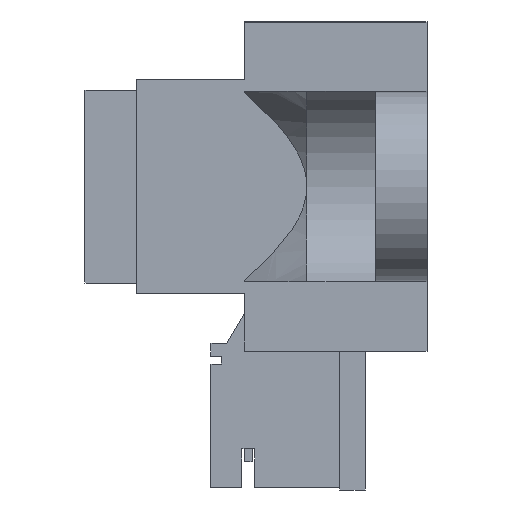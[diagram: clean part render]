
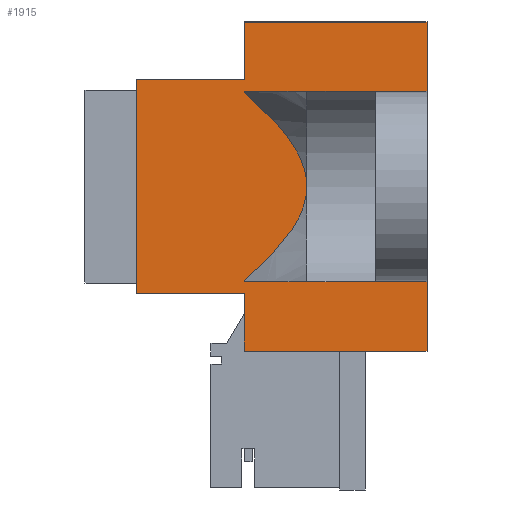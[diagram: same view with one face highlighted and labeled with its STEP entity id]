
A CAD part, left-side view. The second image highlights one B-rep face of the part: STEP entity #1915.
In plain terms, the highlighted planar face has unit normal (-1, 0, 0).
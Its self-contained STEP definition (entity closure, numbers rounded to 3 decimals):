
#21 = VERTEX_POINT ( 'NONE', #4196 ) ;
#45 = VECTOR ( 'NONE', #3263, 1000. ) ;
#55 = ORIENTED_EDGE ( 'NONE', *, *, #1868, .T. ) ;
#189 = VERTEX_POINT ( 'NONE', #3906 ) ;
#251 = CARTESIAN_POINT ( 'NONE',  ( -29.5, 7.1, 10.048 ) ) ;
#252 = VECTOR ( 'NONE', #4214, 1000. ) ;
#253 = CARTESIAN_POINT ( 'NONE',  ( -29.5, 0., 0. ) ) ;
#282 = ORIENTED_EDGE ( 'NONE', *, *, #1181, .F. ) ;
#283 = CARTESIAN_POINT ( 'NONE',  ( -29.5, 6.815, 9.802 ) ) ;
#287 = CARTESIAN_POINT ( 'NONE',  ( -29.5, 4.699, 6.021 ) ) ;
#308 = EDGE_CURVE ( 'NONE', #703, #21, #3440, .T. ) ;
#334 = CARTESIAN_POINT ( 'NONE',  ( -29.5, 7.1, 0. ) ) ;
#361 = VECTOR ( 'NONE', #4123, 1000. ) ;
#381 = ORIENTED_EDGE ( 'NONE', *, *, #3717, .T. ) ;
#383 = LINE ( 'NONE', #4843, #3904 ) ;
#448 = AXIS2_PLACEMENT_3D ( 'NONE', #334, #3974, #2885 ) ;
#561 = CARTESIAN_POINT ( 'NONE',  ( -29.5, 5.081, 7.836 ) ) ;
#579 = LINE ( 'NONE', #3174, #914 ) ;
#585 = CARTESIAN_POINT ( 'NONE',  ( -29.5, 4.785, 7.141 ) ) ;
#652 = CARTESIAN_POINT ( 'NONE',  ( -29.5, 7.1, 2.752 ) ) ;
#654 = CARTESIAN_POINT ( 'NONE',  ( -29.5, 4.848, 7.321 ) ) ;
#674 = VERTEX_POINT ( 'NONE', #652 ) ;
#703 = VERTEX_POINT ( 'NONE', #4048 ) ;
#717 = ORIENTED_EDGE ( 'NONE', *, *, #4074, .F. ) ;
#746 = CARTESIAN_POINT ( 'NONE',  ( -29.5, 0., 0. ) ) ;
#754 = EDGE_CURVE ( 'NONE', #3610, #3824, #872, .T. ) ;
#756 = LINE ( 'NONE', #4850, #3648 ) ;
#812 = VERTEX_POINT ( 'NONE', #3493 ) ;
#822 = ORIENTED_EDGE ( 'NONE', *, *, #308, .T. ) ;
#845 = CARTESIAN_POINT ( 'NONE',  ( -29.5, 11.3, 10.55 ) ) ;
#872 = LINE ( 'NONE', #2769, #2104 ) ;
#909 = CARTESIAN_POINT ( 'NONE',  ( -29.5, 11.3, 10.55 ) ) ;
#914 = VECTOR ( 'NONE', #3926, 1000. ) ;
#948 = CARTESIAN_POINT ( 'NONE',  ( -29.5, 5.287, 8.148 ) ) ;
#1002 = CARTESIAN_POINT ( 'NONE',  ( -29.5, 6.006, 9.02 ) ) ;
#1037 = VERTEX_POINT ( 'NONE', #909 ) ;
#1050 = CARTESIAN_POINT ( 'NONE',  ( -29.5, 6.538, 3.251 ) ) ;
#1051 = VECTOR ( 'NONE', #4413, 1000. ) ;
#1062 = CARTESIAN_POINT ( 'NONE',  ( -29.5, 7.1, 0. ) ) ;
#1088 = CARTESIAN_POINT ( 'NONE',  ( -29.5, 4.848, 5.479 ) ) ;
#1125 = VERTEX_POINT ( 'NONE', #3163 ) ;
#1181 = EDGE_CURVE ( 'NONE', #812, #1804, #1906, .T. ) ;
#1210 = VERTEX_POINT ( 'NONE', #3954 ) ;
#1299 = ORIENTED_EDGE ( 'NONE', *, *, #754, .F. ) ;
#1373 = ORIENTED_EDGE ( 'NONE', *, *, #2450, .F. ) ;
#1383 = CARTESIAN_POINT ( 'NONE',  ( -29.5, 7.1, 0. ) ) ;
#1428 = CARTESIAN_POINT ( 'NONE',  ( -29.5, 6.815, 2.998 ) ) ;
#1462 = DIRECTION ( 'NONE',  ( 0., -1., 0. ) ) ;
#1504 = ORIENTED_EDGE ( 'NONE', *, *, #1980, .F. ) ;
#1511 = DIRECTION ( 'NONE',  ( 0., 0., -1. ) ) ;
#1514 = LINE ( 'NONE', #4078, #361 ) ;
#1525 = EDGE_CURVE ( 'NONE', #4161, #1804, #2527, .T. ) ;
#1535 = CARTESIAN_POINT ( 'NONE',  ( -29.5, 7.1, 2.25 ) ) ;
#1567 = EDGE_LOOP ( 'NONE', ( #822, #717, #1373, #55, #2879, #282, #4623, #381, #2200, #1504, #4270, #4724, #3620, #1299, #4767 ) ) ;
#1577 = DIRECTION ( 'NONE',  ( 0., 0., 1. ) ) ;
#1706 = EDGE_CURVE ( 'NONE', #812, #1760, #1514, .T. ) ;
#1760 = VERTEX_POINT ( 'NONE', #2330 ) ;
#1761 = CARTESIAN_POINT ( 'NONE',  ( -29.5, 4.698, 6.776 ) ) ;
#1786 = CARTESIAN_POINT ( 'NONE',  ( -29.5, 4.785, 5.657 ) ) ;
#1804 = VERTEX_POINT ( 'NONE', #251 ) ;
#1838 = EDGE_CURVE ( 'NONE', #1125, #3824, #579, .T. ) ;
#1861 = CARTESIAN_POINT ( 'NONE',  ( -29.5, 5.081, 4.963 ) ) ;
#1868 = EDGE_CURVE ( 'NONE', #674, #4161, #3344, .T. ) ;
#1906 = LINE ( 'NONE', #1062, #2761 ) ;
#1915 = ADVANCED_FACE ( 'NONE', ( #4800 ), #4820, .F. ) ;
#1980 = EDGE_CURVE ( 'NONE', #4285, #1210, #4758, .T. ) ;
#2104 = VECTOR ( 'NONE', #3150, 1000. ) ;
#2115 = VECTOR ( 'NONE', #3419, 1000. ) ;
#2120 = CARTESIAN_POINT ( 'NONE',  ( -29.5, 7.1, 2.7 ) ) ;
#2175 = CARTESIAN_POINT ( 'NONE',  ( -29.5, 7.1, 10.048 ) ) ;
#2200 = ORIENTED_EDGE ( 'NONE', *, *, #2460, .F. ) ;
#2330 = CARTESIAN_POINT ( 'NONE',  ( -29.5, 0., 10.1 ) ) ;
#2450 = EDGE_CURVE ( 'NONE', #674, #189, #383, .T. ) ;
#2460 = EDGE_CURVE ( 'NONE', #1210, #2898, #3004, .T. ) ;
#2473 = CARTESIAN_POINT ( 'NONE',  ( -29.5, 4.675, 6.591 ) ) ;
#2491 = LINE ( 'NONE', #253, #3571 ) ;
#2527 = B_SPLINE_CURVE_WITH_KNOTS ( 'NONE', 3,
 ( #2909, #2473, #1761, #585, #654, #561, #948, #4028, #1002, #4002, #283, #2175 ),
 .UNSPECIFIED., .F., .F.,
 ( 4, 2, 2, 2, 2, 4 ),
 ( 0., 0.001, 0.001, 0.002, 0.003, 0.004 ),
 .UNSPECIFIED. ) ;
#2570 = CARTESIAN_POINT ( 'NONE',  ( -29.5, 6.007, 3.779 ) ) ;
#2686 = CARTESIAN_POINT ( 'NONE',  ( -29.5, 7.1, 10.55 ) ) ;
#2761 = VECTOR ( 'NONE', #4712, 1000. ) ;
#2769 = CARTESIAN_POINT ( 'NONE',  ( -29.5, 7.1, 0. ) ) ;
#2879 = ORIENTED_EDGE ( 'NONE', *, *, #1525, .T. ) ;
#2885 = DIRECTION ( 'NONE',  ( 0., 0., -1. ) ) ;
#2898 = VERTEX_POINT ( 'NONE', #4012 ) ;
#2904 = LINE ( 'NONE', #3247, #1051 ) ;
#2909 = CARTESIAN_POINT ( 'NONE',  ( -29.5, 4.675, 6.4 ) ) ;
#2927 = CARTESIAN_POINT ( 'NONE',  ( -29.5, 5.753, 4.055 ) ) ;
#3004 = LINE ( 'NONE', #4165, #2115 ) ;
#3150 = DIRECTION ( 'NONE',  ( 0., 0., 1. ) ) ;
#3163 = CARTESIAN_POINT ( 'NONE',  ( -29.5, 11.3, 2.25 ) ) ;
#3174 = CARTESIAN_POINT ( 'NONE',  ( -29.5, 11.3, 2.25 ) ) ;
#3247 = CARTESIAN_POINT ( 'NONE',  ( -29.5, 11.3, 0. ) ) ;
#3263 = DIRECTION ( 'NONE',  ( 0., -1., 0. ) ) ;
#3344 = B_SPLINE_CURVE_WITH_KNOTS ( 'NONE', 3,
 ( #4020, #1428, #1050, #2570, #2927, #4412, #1861, #1088, #1786, #287, #3647, #4029 ),
 .UNSPECIFIED., .F., .F.,
 ( 4, 2, 2, 2, 2, 4 ),
 ( 0., 0.001, 0.002, 0.003, 0.004, 0.004 ),
 .UNSPECIFIED. ) ;
#3367 = VECTOR ( 'NONE', #4371, 1000. ) ;
#3384 = EDGE_CURVE ( 'NONE', #3610, #703, #756, .T. ) ;
#3419 = DIRECTION ( 'NONE',  ( 0., -1., 0. ) ) ;
#3440 = LINE ( 'NONE', #746, #3951 ) ;
#3488 = EDGE_CURVE ( 'NONE', #1037, #4285, #4602, .T. ) ;
#3493 = CARTESIAN_POINT ( 'NONE',  ( -29.5, 7.1, 10.1 ) ) ;
#3571 = VECTOR ( 'NONE', #4750, 1000. ) ;
#3610 = VERTEX_POINT ( 'NONE', #3797 ) ;
#3620 = ORIENTED_EDGE ( 'NONE', *, *, #1838, .T. ) ;
#3647 = CARTESIAN_POINT ( 'NONE',  ( -29.5, 4.675, 6.21 ) ) ;
#3648 = VECTOR ( 'NONE', #1462, 1000. ) ;
#3717 = EDGE_CURVE ( 'NONE', #1760, #2898, #2491, .T. ) ;
#3743 = EDGE_CURVE ( 'NONE', #1037, #1125, #2904, .T. ) ;
#3797 = CARTESIAN_POINT ( 'NONE',  ( -29.5, 7.1, 0. ) ) ;
#3824 = VERTEX_POINT ( 'NONE', #1535 ) ;
#3893 = CARTESIAN_POINT ( 'NONE',  ( -29.5, 4.675, 6.4 ) ) ;
#3904 = VECTOR ( 'NONE', #1511, 1000. ) ;
#3906 = CARTESIAN_POINT ( 'NONE',  ( -29.5, 7.1, 2.7 ) ) ;
#3926 = DIRECTION ( 'NONE',  ( 0., -1., 0. ) ) ;
#3951 = VECTOR ( 'NONE', #1577, 1000. ) ;
#3954 = CARTESIAN_POINT ( 'NONE',  ( -29.5, 7.1, 12.8 ) ) ;
#3974 = DIRECTION ( 'NONE',  ( 1., 0., 0. ) ) ;
#4002 = CARTESIAN_POINT ( 'NONE',  ( -29.5, 6.537, 9.549 ) ) ;
#4012 = CARTESIAN_POINT ( 'NONE',  ( -29.5, 0., 12.8 ) ) ;
#4020 = CARTESIAN_POINT ( 'NONE',  ( -29.5, 7.1, 2.752 ) ) ;
#4028 = CARTESIAN_POINT ( 'NONE',  ( -29.5, 5.751, 8.743 ) ) ;
#4029 = CARTESIAN_POINT ( 'NONE',  ( -29.5, 4.675, 6.4 ) ) ;
#4048 = CARTESIAN_POINT ( 'NONE',  ( -29.5, 0., 0. ) ) ;
#4074 = EDGE_CURVE ( 'NONE', #189, #21, #4695, .T. ) ;
#4078 = CARTESIAN_POINT ( 'NONE',  ( -29.5, 7.1, 10.1 ) ) ;
#4123 = DIRECTION ( 'NONE',  ( 0., -1., 0. ) ) ;
#4161 = VERTEX_POINT ( 'NONE', #3893 ) ;
#4165 = CARTESIAN_POINT ( 'NONE',  ( -29.5, 7.1, 12.8 ) ) ;
#4196 = CARTESIAN_POINT ( 'NONE',  ( -29.5, 0., 2.7 ) ) ;
#4214 = DIRECTION ( 'NONE',  ( 0., -1., 0. ) ) ;
#4270 = ORIENTED_EDGE ( 'NONE', *, *, #3488, .F. ) ;
#4285 = VERTEX_POINT ( 'NONE', #2686 ) ;
#4371 = DIRECTION ( 'NONE',  ( 0., 0., 1. ) ) ;
#4412 = CARTESIAN_POINT ( 'NONE',  ( -29.5, 5.289, 4.649 ) ) ;
#4413 = DIRECTION ( 'NONE',  ( 0., 0., -1. ) ) ;
#4602 = LINE ( 'NONE', #845, #252 ) ;
#4623 = ORIENTED_EDGE ( 'NONE', *, *, #1706, .T. ) ;
#4695 = LINE ( 'NONE', #2120, #45 ) ;
#4712 = DIRECTION ( 'NONE',  ( 0., 0., -1. ) ) ;
#4724 = ORIENTED_EDGE ( 'NONE', *, *, #3743, .T. ) ;
#4750 = DIRECTION ( 'NONE',  ( 0., 0., 1. ) ) ;
#4758 = LINE ( 'NONE', #1383, #3367 ) ;
#4767 = ORIENTED_EDGE ( 'NONE', *, *, #3384, .T. ) ;
#4800 = FACE_OUTER_BOUND ( 'NONE', #1567, .T. ) ;
#4820 = PLANE ( 'NONE',  #448 ) ;
#4843 = CARTESIAN_POINT ( 'NONE',  ( -29.5, 7.1, 0. ) ) ;
#4850 = CARTESIAN_POINT ( 'NONE',  ( -29.5, 7.1, 0. ) ) ;
